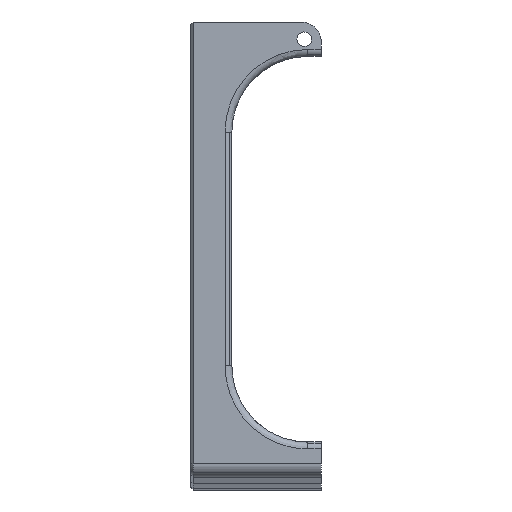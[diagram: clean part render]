
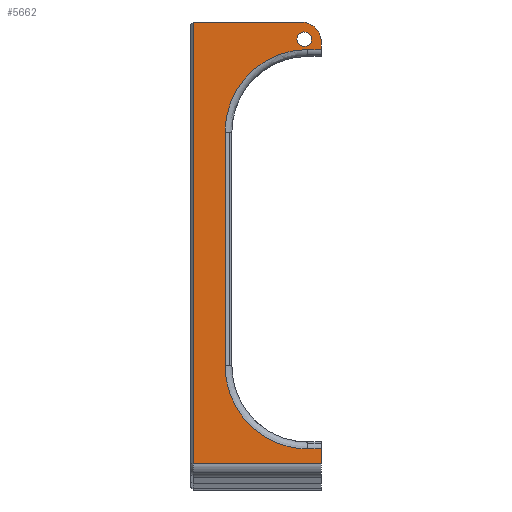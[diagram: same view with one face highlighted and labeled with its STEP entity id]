
A CAD part, left-side view. The second image highlights one B-rep face of the part: STEP entity #5662.
In plain terms, the highlighted planar face has unit normal (-1, 0, 0).
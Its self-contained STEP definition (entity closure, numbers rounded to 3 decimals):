
#521=CARTESIAN_POINT('',(68.5,-99.399,-58.096));
#522=VERTEX_POINT('',#521);
#559=CARTESIAN_POINT('',(68.5,-99.399,-122.254));
#560=VERTEX_POINT('',#559);
#567=CARTESIAN_POINT('',(68.5,-99.399,-122.254));
#568=DIRECTION('',(-0.,-0.,1.));
#569=VECTOR('',#568,64.158);
#570=LINE('',#567,#569);
#571=EDGE_CURVE('',#560,#522,#570,.T.);
#1409=CARTESIAN_POINT('',(68.5,-115.,-58.096));
#1410=VERTEX_POINT('',#1409);
#1411=CARTESIAN_POINT('',(68.5,-115.,-58.096));
#1412=DIRECTION('',(-0.,1.,-0.));
#1413=VECTOR('',#1412,15.6);
#1414=LINE('',#1411,#1413);
#1415=EDGE_CURVE('',#1410,#522,#1414,.T.);
#5402=CARTESIAN_POINT('',(68.5,-116.55,-60.161));
#5403=VERTEX_POINT('',#5402);
#5410=CARTESIAN_POINT('',(68.5,-116.242,-59.854));
#5411=VERTEX_POINT('',#5410);
#5412=CARTESIAN_POINT('',(68.5,-116.242,-59.854));
#5413=DIRECTION('',(0.,-0.707,-0.707));
#5414=VECTOR('',#5413,0.435);
#5415=LINE('',#5412,#5414);
#5416=EDGE_CURVE('',#5411,#5403,#5415,.T.);
#5433=CARTESIAN_POINT('',(68.5,-116.55,-61.031));
#5434=VERTEX_POINT('',#5433);
#5441=CARTESIAN_POINT('',(68.5,-116.55,-60.161));
#5442=DIRECTION('',(0.,-0.,-1.));
#5443=VECTOR('',#5442,0.87);
#5444=LINE('',#5441,#5443);
#5445=EDGE_CURVE('',#5403,#5434,#5444,.T.);
#5457=CARTESIAN_POINT('',(68.5,-116.242,-61.338));
#5458=VERTEX_POINT('',#5457);
#5465=CARTESIAN_POINT('',(68.5,-116.55,-61.031));
#5466=DIRECTION('',(-0.,0.707,-0.707));
#5467=VECTOR('',#5466,0.435);
#5468=LINE('',#5465,#5467);
#5469=EDGE_CURVE('',#5434,#5458,#5468,.T.);
#5548=CARTESIAN_POINT('',(68.5,-118.,-120.002));
#5549=DIRECTION('',(-1.,-0.,-0.));
#5550=DIRECTION('',(-0.,0.,1.));
#5551=AXIS2_PLACEMENT_3D('',#5548,#5549,#5550);
#5552=PLANE('',#5551);
#5553=ORIENTED_EDGE('',*,*,#571,.F.);
#5554=CARTESIAN_POINT('',(68.5,-118.,-122.254));
#5555=VERTEX_POINT('',#5554);
#5556=CARTESIAN_POINT('',(68.5,-118.,-122.254));
#5557=DIRECTION('',(-0.,1.,-0.));
#5558=VECTOR('',#5557,18.6);
#5559=LINE('',#5556,#5558);
#5560=EDGE_CURVE('',#5555,#560,#5559,.T.);
#5561=ORIENTED_EDGE('',*,*,#5560,.F.);
#5562=CARTESIAN_POINT('',(68.5,-118.,-120.119));
#5563=VERTEX_POINT('',#5562);
#5564=CARTESIAN_POINT('',(68.5,-118.,-120.119));
#5565=DIRECTION('',(0.,-0.,-1.));
#5566=VECTOR('',#5565,2.134);
#5567=LINE('',#5564,#5566);
#5568=EDGE_CURVE('',#5563,#5555,#5567,.T.);
#5569=ORIENTED_EDGE('',*,*,#5568,.F.);
#5570=CARTESIAN_POINT('',(68.5,-116.,-120.119));
#5571=VERTEX_POINT('',#5570);
#5572=CARTESIAN_POINT('',(68.5,-116.,-120.119));
#5573=DIRECTION('',(0.,-1.,0.));
#5574=VECTOR('',#5573,2.);
#5575=LINE('',#5572,#5574);
#5576=EDGE_CURVE('',#5571,#5563,#5575,.T.);
#5577=ORIENTED_EDGE('',*,*,#5576,.F.);
#5578=CARTESIAN_POINT('',(68.5,-104.,-108.038));
#5579=VERTEX_POINT('',#5578);
#5580=CARTESIAN_POINT('',(68.5,-104.,-108.038));
#5581=CARTESIAN_POINT('',(68.5,-104.,-110.739));
#5582=CARTESIAN_POINT('',(68.5,-105.56,-115.229));
#5583=CARTESIAN_POINT('',(68.5,-110.602,-119.286));
#5584=CARTESIAN_POINT('',(68.5,-114.199,-120.119));
#5585=CARTESIAN_POINT('',(68.5,-116.,-120.119));
#5586=B_SPLINE_CURVE_WITH_KNOTS('',3,(#5580,#5581,#5582,#5583,#5584,#5585),.UNSPECIFIED.,.F.,.F.,(4,1,1,4),(0.,0.811,1.351,1.891),.UNSPECIFIED.);
#5587=EDGE_CURVE('',#5579,#5571,#5586,.T.);
#5588=ORIENTED_EDGE('',*,*,#5587,.F.);
#5589=CARTESIAN_POINT('',(68.5,-104.,-74.096));
#5590=VERTEX_POINT('',#5589);
#5591=CARTESIAN_POINT('',(68.5,-104.,-74.096));
#5592=DIRECTION('',(0.,-0.,-1.));
#5593=VECTOR('',#5592,33.942);
#5594=LINE('',#5591,#5593);
#5595=EDGE_CURVE('',#5590,#5579,#5594,.T.);
#5596=ORIENTED_EDGE('',*,*,#5595,.F.);
#5597=CARTESIAN_POINT('',(68.5,-116.,-62.096));
#5598=VERTEX_POINT('',#5597);
#5599=CARTESIAN_POINT('',(68.5,-116.,-74.096));
#5600=DIRECTION('',(-1.,-0.,-0.));
#5601=DIRECTION('',(0.,-1.,0.));
#5602=AXIS2_PLACEMENT_3D('',#5599,#5600,#5601);
#5603=CIRCLE('',#5602,12.);
#5604=EDGE_CURVE('',#5598,#5590,#5603,.T.);
#5605=ORIENTED_EDGE('',*,*,#5604,.F.);
#5606=CARTESIAN_POINT('',(68.5,-118.,-62.096));
#5607=VERTEX_POINT('',#5606);
#5608=CARTESIAN_POINT('',(68.5,-118.,-62.096));
#5609=DIRECTION('',(-0.,1.,-0.));
#5610=VECTOR('',#5609,2.);
#5611=LINE('',#5608,#5610);
#5612=EDGE_CURVE('',#5607,#5598,#5611,.T.);
#5613=ORIENTED_EDGE('',*,*,#5612,.F.);
#5614=CARTESIAN_POINT('',(68.5,-118.,-61.096));
#5615=VERTEX_POINT('',#5614);
#5616=CARTESIAN_POINT('',(68.5,-118.,-61.096));
#5617=DIRECTION('',(0.,-0.,-1.));
#5618=VECTOR('',#5617,1.);
#5619=LINE('',#5616,#5618);
#5620=EDGE_CURVE('',#5615,#5607,#5619,.T.);
#5621=ORIENTED_EDGE('',*,*,#5620,.F.);
#5622=CARTESIAN_POINT('',(68.5,-117.121,-58.975));
#5623=VERTEX_POINT('',#5622);
#5624=CARTESIAN_POINT('',(68.5,-115.,-61.096));
#5625=DIRECTION('',(1.,0.,0.));
#5626=DIRECTION('',(-0.,1.,0.));
#5627=AXIS2_PLACEMENT_3D('',#5624,#5625,#5626);
#5628=CIRCLE('',#5627,3.);
#5629=EDGE_CURVE('',#5623,#5615,#5628,.T.);
#5630=ORIENTED_EDGE('',*,*,#5629,.F.);
#5631=CARTESIAN_POINT('',(68.5,-115.,-61.096));
#5632=DIRECTION('',(1.,0.,0.));
#5633=DIRECTION('',(-0.,1.,0.));
#5634=AXIS2_PLACEMENT_3D('',#5631,#5632,#5633);
#5635=CIRCLE('',#5634,3.);
#5636=EDGE_CURVE('',#1410,#5623,#5635,.T.);
#5637=ORIENTED_EDGE('',*,*,#5636,.F.);
#5638=ORIENTED_EDGE('',*,*,#1415,.T.);
#5639=EDGE_LOOP('',(#5553,#5561,#5569,#5577,#5588,#5596,#5605,#5613,#5621,#5630,#5637,#5638));
#5640=FACE_BOUND('',#5639,.T.);
#5641=ORIENTED_EDGE('',*,*,#5416,.T.);
#5642=ORIENTED_EDGE('',*,*,#5445,.T.);
#5643=ORIENTED_EDGE('',*,*,#5469,.T.);
#5644=CARTESIAN_POINT('',(68.5,-114.45,-60.596));
#5645=VERTEX_POINT('',#5644);
#5646=CARTESIAN_POINT('',(68.5,-115.5,-60.596));
#5647=DIRECTION('',(1.,0.,0.));
#5648=DIRECTION('',(-0.,1.,0.));
#5649=AXIS2_PLACEMENT_3D('',#5646,#5647,#5648);
#5650=CIRCLE('',#5649,1.05);
#5651=EDGE_CURVE('',#5458,#5645,#5650,.T.);
#5652=ORIENTED_EDGE('',*,*,#5651,.T.);
#5653=CARTESIAN_POINT('',(68.5,-115.5,-60.596));
#5654=DIRECTION('',(1.,0.,0.));
#5655=DIRECTION('',(-0.,1.,0.));
#5656=AXIS2_PLACEMENT_3D('',#5653,#5654,#5655);
#5657=CIRCLE('',#5656,1.05);
#5658=EDGE_CURVE('',#5645,#5411,#5657,.T.);
#5659=ORIENTED_EDGE('',*,*,#5658,.T.);
#5660=EDGE_LOOP('',(#5641,#5642,#5643,#5652,#5659));
#5661=FACE_BOUND('',#5660,.T.);
#5662=ADVANCED_FACE('',(#5640,#5661),#5552,.T.);
